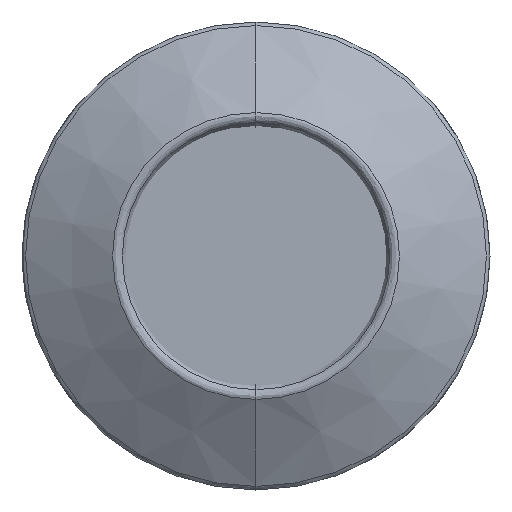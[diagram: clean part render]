
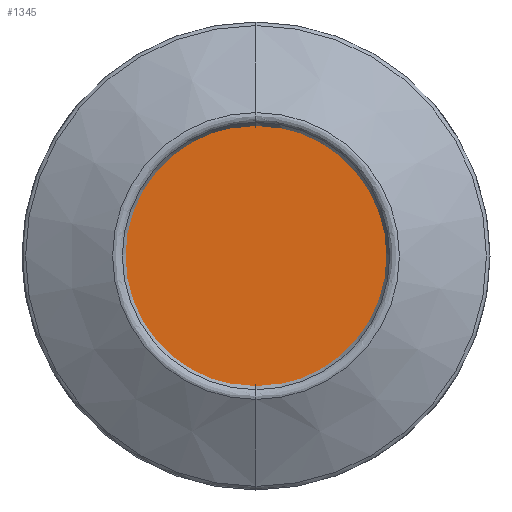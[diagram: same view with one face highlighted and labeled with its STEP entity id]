
A CAD part, left-side view. The second image highlights one B-rep face of the part: STEP entity #1345.
In plain terms, the highlighted planar face has unit normal (-1, 0, 0).
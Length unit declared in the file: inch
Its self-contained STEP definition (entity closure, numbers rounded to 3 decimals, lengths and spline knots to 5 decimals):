
#170 = CARTESIAN_POINT ( 'NONE',  ( 0.03543, 0., -0.62075 ) ) ;
#177 = ORIENTED_EDGE ( 'NONE', *, *, #1155, .F. ) ;
#260 = EDGE_CURVE ( 'NONE', #1999, #2140, #1786, .T. ) ;
#485 = CARTESIAN_POINT ( 'NONE',  ( 0.03543, 0., -0.62075 ) ) ;
#513 = CARTESIAN_POINT ( 'NONE',  ( 0.03543, -1.2415, 0.62075 ) ) ;
#718 = CARTESIAN_POINT ( 'NONE',  ( 0.03543, 0., -0.62075 ) ) ;
#762 =( BOUNDED_CURVE ( )  B_SPLINE_CURVE ( 3, ( #170, #1985, #1767, #1778 ),
 .UNSPECIFIED., .F., .T. ) 
 B_SPLINE_CURVE_WITH_KNOTS ( ( 4, 4 ),
 ( 0.5, 1. ),
 .UNSPECIFIED. ) 
 CURVE ( )  GEOMETRIC_REPRESENTATION_ITEM ( )  RATIONAL_B_SPLINE_CURVE ( ( 1., 0.333, 0.333, 1. ) ) 
 REPRESENTATION_ITEM ( '' )  );
#889 = ORIENTED_EDGE ( 'NONE', *, *, #260, .F. ) ;
#996 = PLANE ( 'NONE',  #1529 ) ;
#1155 = EDGE_CURVE ( 'NONE', #2140, #1999, #762, .T. ) ;
#1236 = CARTESIAN_POINT ( 'NONE',  ( 0.03543, -1.2415, -0.62075 ) ) ;
#1345 = ADVANCED_FACE ( 'NONE', ( #1858 ), #996, .T. ) ;
#1491 = CARTESIAN_POINT ( 'NONE',  ( 0.03543, 0.62615, 0. ) ) ;
#1529 = AXIS2_PLACEMENT_3D ( 'NONE', #1491, #2023, #1826 ) ;
#1767 = CARTESIAN_POINT ( 'NONE',  ( 0.03543, 1.2415, 0.62075 ) ) ;
#1778 = CARTESIAN_POINT ( 'NONE',  ( 0.03543, 0., 0.62075 ) ) ;
#1786 =( BOUNDED_CURVE ( )  B_SPLINE_CURVE ( 3, ( #2078, #513, #1236, #718 ),
 .UNSPECIFIED., .F., .T. ) 
 B_SPLINE_CURVE_WITH_KNOTS ( ( 4, 4 ),
 ( 0., 0.5 ),
 .UNSPECIFIED. ) 
 CURVE ( )  GEOMETRIC_REPRESENTATION_ITEM ( )  RATIONAL_B_SPLINE_CURVE ( ( 1., 0.333, 0.333, 1. ) ) 
 REPRESENTATION_ITEM ( '' )  );
#1826 = DIRECTION ( 'NONE',  ( 0., 0., 1. ) ) ;
#1858 = FACE_OUTER_BOUND ( 'NONE', #2172, .T. ) ;
#1985 = CARTESIAN_POINT ( 'NONE',  ( 0.03543, 1.2415, -0.62075 ) ) ;
#1999 = VERTEX_POINT ( 'NONE', #2014 ) ;
#2014 = CARTESIAN_POINT ( 'NONE',  ( 0.03543, 0., 0.62075 ) ) ;
#2023 = DIRECTION ( 'NONE',  ( -1., 0., 0. ) ) ;
#2078 = CARTESIAN_POINT ( 'NONE',  ( 0.03543, 0., 0.62075 ) ) ;
#2140 = VERTEX_POINT ( 'NONE', #485 ) ;
#2172 = EDGE_LOOP ( 'NONE', ( #889, #177 ) ) ;
